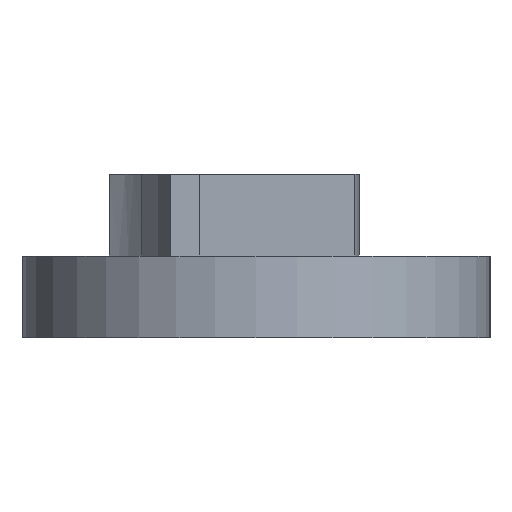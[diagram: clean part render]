
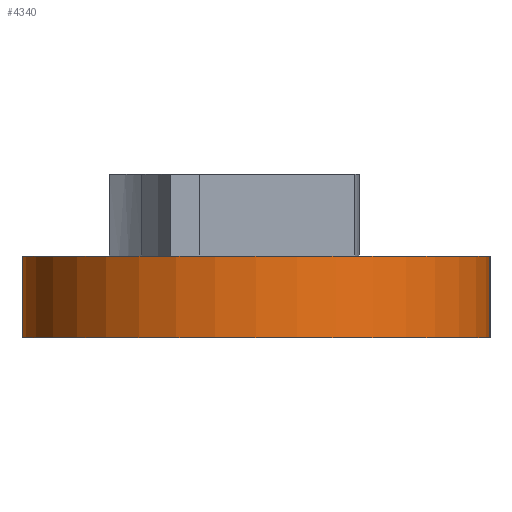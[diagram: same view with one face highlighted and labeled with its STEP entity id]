
A CAD part, left-side view. The second image highlights one B-rep face of the part: STEP entity #4340.
In plain terms, the highlighted cylindrical face has radius 2.867 mm (diameter 5.733 mm), a partial arc.
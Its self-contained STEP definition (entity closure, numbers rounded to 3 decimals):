
#161=CYLINDRICAL_SURFACE('',#4611,2.867);
#469=CIRCLE('',#4609,2.867);
#470=CIRCLE('',#4612,2.867);
#498=FACE_OUTER_BOUND('',#748,.T.);
#748=EDGE_LOOP('',(#2978,#2979,#2980,#2981));
#1028=LINE('',#5657,#1406);
#1029=LINE('',#5661,#1407);
#1406=VECTOR('',#4761,10.);
#1407=VECTOR('',#4766,10.);
#1759=VERTEX_POINT('',#5321);
#1760=VERTEX_POINT('',#5323);
#1829=VERTEX_POINT('',#5655);
#1830=VERTEX_POINT('',#5659);
#2215=EDGE_CURVE('',#1759,#1760,#469,.T.);
#2286=EDGE_CURVE('',#1759,#1829,#1028,.T.);
#2287=EDGE_CURVE('',#1830,#1829,#470,.T.);
#2288=EDGE_CURVE('',#1760,#1830,#1029,.T.);
#2978=ORIENTED_EDGE('',*,*,#2215,.F.);
#2979=ORIENTED_EDGE('',*,*,#2286,.T.);
#2980=ORIENTED_EDGE('',*,*,#2287,.F.);
#2981=ORIENTED_EDGE('',*,*,#2288,.F.);
#4340=ADVANCED_FACE('',(#498),#161,.T.);
#4609=AXIS2_PLACEMENT_3D('',#5324,#4735,#4736);
#4611=AXIS2_PLACEMENT_3D('',#5658,#4762,#4763);
#4612=AXIS2_PLACEMENT_3D('',#5660,#4764,#4765);
#4735=DIRECTION('center_axis',(0.,0.,1.));
#4736=DIRECTION('ref_axis',(1.,0.,0.));
#4761=DIRECTION('',(0.,0.,-1.));
#4762=DIRECTION('center_axis',(0.,0.,-1.));
#4763=DIRECTION('ref_axis',(-1.,0.,0.));
#4764=DIRECTION('center_axis',(0.,0.,-1.));
#4765=DIRECTION('ref_axis',(1.,0.,0.));
#4766=DIRECTION('',(0.,0.,-1.));
#5321=CARTESIAN_POINT('',(-27.423,4.079,0.));
#5323=CARTESIAN_POINT('',(-27.423,-1.654,0.));
#5324=CARTESIAN_POINT('Origin',(-27.423,1.212,0.));
#5655=CARTESIAN_POINT('',(-27.423,4.079,-1.));
#5657=CARTESIAN_POINT('',(-27.423,4.079,0.));
#5658=CARTESIAN_POINT('Origin',(-27.423,1.212,0.));
#5659=CARTESIAN_POINT('',(-27.423,-1.654,-1.));
#5660=CARTESIAN_POINT('Origin',(-27.423,1.212,-1.));
#5661=CARTESIAN_POINT('',(-27.423,-1.654,0.));
